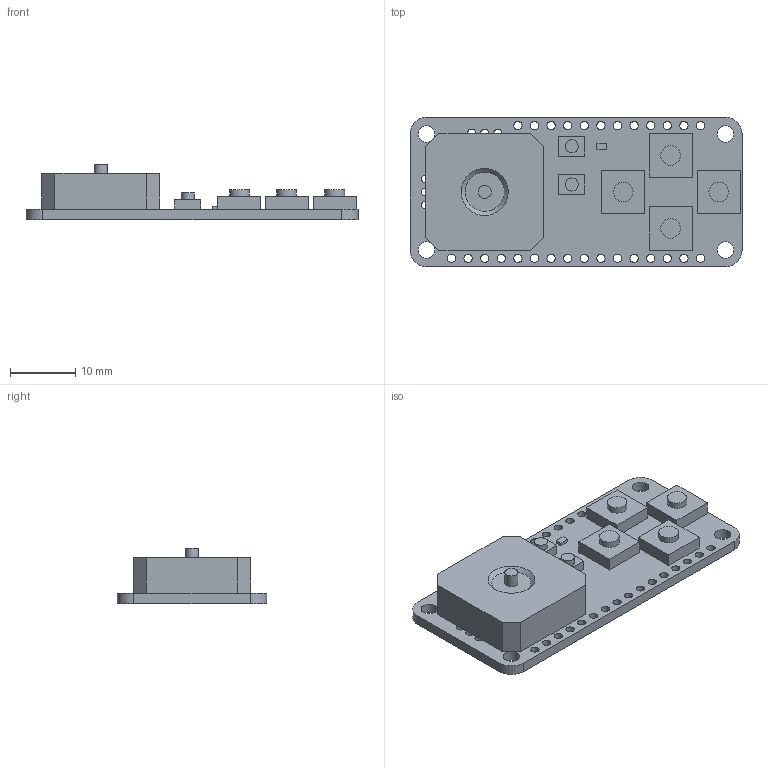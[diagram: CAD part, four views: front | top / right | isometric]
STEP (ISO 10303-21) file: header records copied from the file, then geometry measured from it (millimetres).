
FILE_DESCRIPTION(/* description */ (''),/* implementation_level */ '2;1');
FILE_NAME(/* name */ '3632 Joy FeatherWing.step',/* time_stamp */ '2018-07-07T12:31:11-04:00',/* author */ ('Adafruit'),/* organization */ (''),/* preprocessor_version */ 'ST-DEVELOPER v17',/* originating_system */ 'Autodesk Translation Framework v7.1.0.215',/* authorisation */ '');
FILE_SCHEMA (('AUTOMOTIVE_DESIGN { 1 0 10303 214 3 1 1 }'));
Length unit declared in the file: millimetre
Products named in the file (1): Joy FeatherWing 3632
Bounding box: 50.8 x 22.86 x 8.5 mm (x, y, z)
Volume: 3884.9 mm3; surface area: 4415.1 mm2
Topology: 9 solids, 9 shells, 118 faces, 276 edges, 184 vertices
Faces by surface type: plane 66, cylinder 51, cone 1
Full cylindrical faces by diameter (mm): 1.27 x34, 1.6 x2, 2 x3, 2.54 x4, 3 x4
Entity records: 3618 total; most frequent: DIRECTION 618, CARTESIAN_POINT 579, ORIENTED_EDGE 552, EDGE_CURVE 276, AXIS2_PLACEMENT_3D 223, EDGE_LOOP 206, VERTEX_POINT 184, LINE 172
